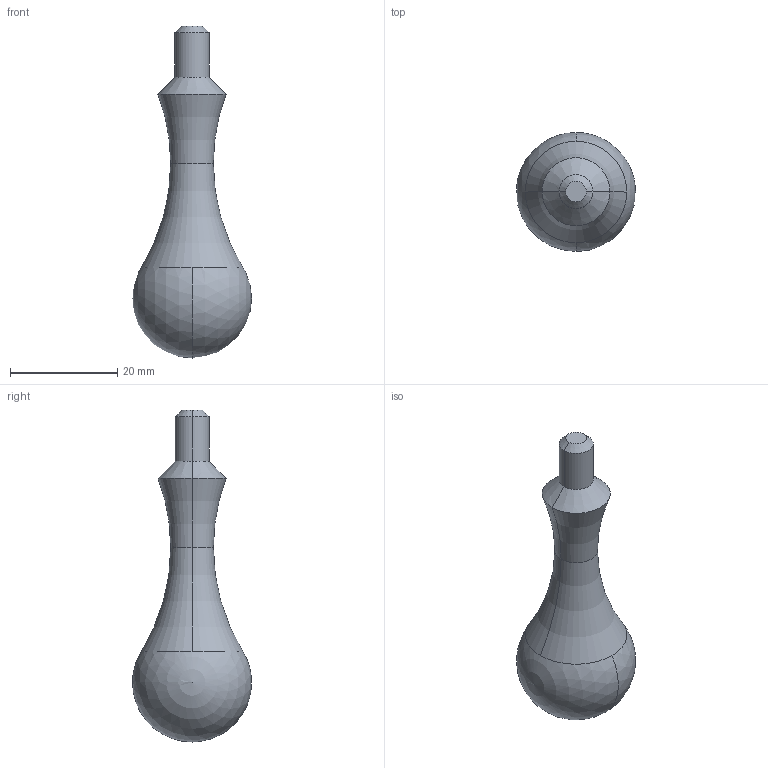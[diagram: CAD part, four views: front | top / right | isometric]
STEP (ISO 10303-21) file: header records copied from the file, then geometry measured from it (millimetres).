
FILE_DESCRIPTION (( 'STEP AP214' ), '1' );
FILE_NAME ('100211.STEP', '2025-08-24T21:01:01', ( '' ), ( '' ), 'SwSTEP 2.0', 'SolidWorks 2025', '' );
FILE_SCHEMA (( 'AUTOMOTIVE_DESIGN' ));
Length unit declared in the file: inch
Products named in the file (1): 100211
Bounding box: 22.23 x 22.2 x 61.91 mm (x, y, z)
Volume: 8551.6 mm3; surface area: 2662.9 mm2
Topology: 1 solids, 1 shells, 13 faces, 31 edges, 18 vertices
Faces by surface type: torus 4, cone 4, cylinder 2, sphere 2, plane 1
Entity records: 371 total; most frequent: DIRECTION 74, CARTESIAN_POINT 55, ORIENTED_EDGE 52, AXIS2_PLACEMENT_3D 34, EDGE_CURVE 26, CIRCLE 20, VERTEX_POINT 15, EDGE_LOOP 13
